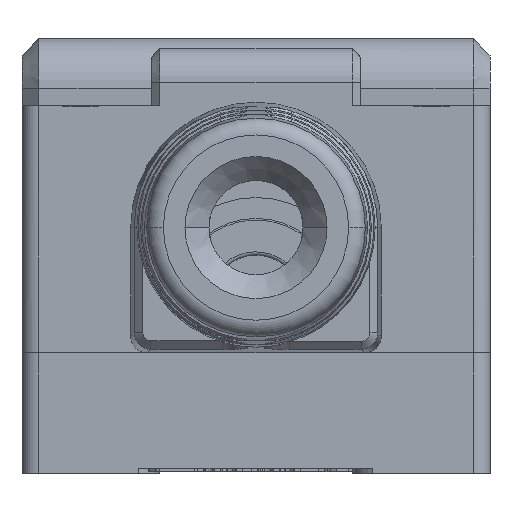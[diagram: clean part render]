
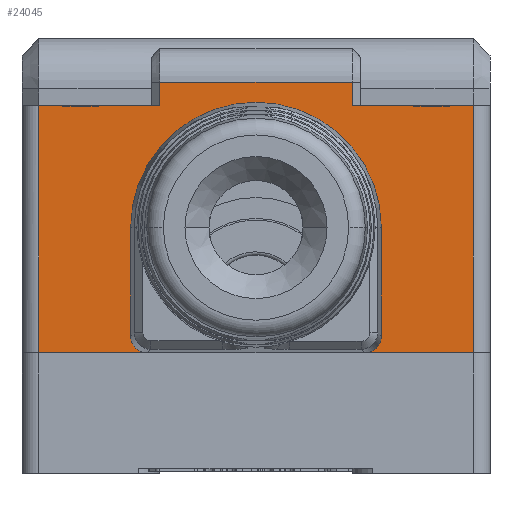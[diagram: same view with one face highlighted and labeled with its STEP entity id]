
A CAD part, front view. The second image highlights one B-rep face of the part: STEP entity #24045.
In plain terms, the highlighted planar face has unit normal (0, -1, 0).
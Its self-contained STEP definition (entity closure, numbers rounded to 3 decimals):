
#1437=CARTESIAN_POINT('',(0.,-56.2,14.7));
#1438=DIRECTION('',(0.,-1.,0.));
#1439=DIRECTION('',(1.,0.,0.017));
#1440=AXIS2_PLACEMENT_3D('',#1437,#1438,#1439);
#1442=CARTESIAN_POINT('',(0.,-56.2,13.25));
#1443=DIRECTION('',(0.,-1.,0.));
#1444=DIRECTION('',(-0.967,0.,0.255));
#1445=AXIS2_PLACEMENT_3D('',#1442,#1443,#1444);
#1447=DIRECTION('',(0.,0.,1.));
#1448=VECTOR('',#1447,7.05);
#1449=CARTESIAN_POINT('',(-6.1,-56.2,6.2));
#1450=LINE('',#1449,#1448);
#1451=DIRECTION('',(-1.,0.,0.));
#1452=VECTOR('',#1451,0.781);
#1453=CARTESIAN_POINT('',(-9.719,-56.2,6.2));
#1454=LINE('',#1453,#1452);
#1455=DIRECTION('',(0.,0.,1.));
#1456=VECTOR('',#1455,0.5);
#1457=CARTESIAN_POINT('',(-10.5,-56.2,5.7));
#1458=LINE('',#1457,#1456);
#1459=DIRECTION('',(0.,0.,-1.));
#1460=VECTOR('',#1459,1.);
#1461=CARTESIAN_POINT('',(-13.25,-56.2,6.7));
#1462=LINE('',#1461,#1460);
#1463=DIRECTION('',(1.,0.,0.));
#1464=VECTOR('',#1463,0.25);
#1465=CARTESIAN_POINT('',(-13.25,-56.2,6.7));
#1466=LINE('',#1465,#1464);
#1467=DIRECTION('',(0.,0.,1.));
#1468=VECTOR('',#1467,15.3);
#1469=CARTESIAN_POINT('',(-13.,-56.2,6.7));
#1470=LINE('',#1469,#1468);
#1471=DIRECTION('',(0.,0.,-1.));
#1472=VECTOR('',#1471,1.4);
#1473=CARTESIAN_POINT('',(-5.75,-56.2,23.4));
#1474=LINE('',#1473,#1472);
#1475=DIRECTION('',(1.,0.,0.));
#1476=VECTOR('',#1475,11.5);
#1477=CARTESIAN_POINT('',(-5.75,-56.2,23.4));
#1478=LINE('',#1477,#1476);
#1479=DIRECTION('',(0.,0.,1.));
#1480=VECTOR('',#1479,1.4);
#1481=CARTESIAN_POINT('',(5.75,-56.2,22.));
#1482=LINE('',#1481,#1480);
#1483=DIRECTION('',(0.,0.,-1.));
#1484=VECTOR('',#1483,15.3);
#1485=CARTESIAN_POINT('',(13.,-56.2,22.));
#1486=LINE('',#1485,#1484);
#1487=DIRECTION('',(1.,0.,0.));
#1488=VECTOR('',#1487,0.25);
#1489=CARTESIAN_POINT('',(13.,-56.2,6.7));
#1490=LINE('',#1489,#1488);
#1491=DIRECTION('',(0.,0.,-1.));
#1492=VECTOR('',#1491,1.);
#1493=CARTESIAN_POINT('',(13.25,-56.2,6.7));
#1494=LINE('',#1493,#1492);
#1495=DIRECTION('',(0.,0.,1.));
#1496=VECTOR('',#1495,0.5);
#1497=CARTESIAN_POINT('',(10.5,-56.2,5.7));
#1498=LINE('',#1497,#1496);
#1499=DIRECTION('',(-1.,0.,0.));
#1500=VECTOR('',#1499,0.781);
#1501=CARTESIAN_POINT('',(10.5,-56.2,6.2));
#1502=LINE('',#1501,#1500);
#1503=DIRECTION('',(0.,0.,1.));
#1504=VECTOR('',#1503,7.05);
#1505=CARTESIAN_POINT('',(6.1,-56.2,6.2));
#1506=LINE('',#1505,#1504);
#1507=CARTESIAN_POINT('',(0.,-56.2,13.25));
#1508=DIRECTION('',(0.,-1.,0.));
#1509=DIRECTION('',(1.,0.,0.));
#1510=AXIS2_PLACEMENT_3D('',#1507,#1508,#1509);
#4519=DIRECTION('',(1.,0.,0.));
#4520=VECTOR('',#4519,2.75);
#4521=CARTESIAN_POINT('',(-13.25,-56.2,5.7));
#4522=LINE('',#4521,#4520);
#4537=DIRECTION('',(1.,0.,0.));
#4538=VECTOR('',#4537,2.75);
#4539=CARTESIAN_POINT('',(10.5,-56.2,5.7));
#4540=LINE('',#4539,#4538);
#4652=DIRECTION('',(-1.,0.,0.));
#4653=VECTOR('',#4652,7.25);
#4654=CARTESIAN_POINT('',(-5.75,-56.2,22.));
#4655=LINE('',#4654,#4653);
#5638=DIRECTION('',(-1.,0.,0.));
#5639=VECTOR('',#5638,7.25);
#5640=CARTESIAN_POINT('',(13.,-56.2,22.));
#5641=LINE('',#5640,#5639);
#8022=DIRECTION('',(1.,0.,0.));
#8023=VECTOR('',#8022,3.619);
#8024=CARTESIAN_POINT('',(-9.719,-56.2,6.2));
#8025=LINE('',#8024,#8023);
#8038=DIRECTION('',(1.,0.,0.));
#8039=VECTOR('',#8038,3.619);
#8040=CARTESIAN_POINT('',(6.1,-56.2,6.2));
#8041=LINE('',#8040,#8039);
#19993=CARTESIAN_POINT('',(-13.25,-56.2,5.7));
#19994=CARTESIAN_POINT('',(-10.5,-56.2,5.7));
#19995=VERTEX_POINT('',#19993);
#19996=VERTEX_POINT('',#19994);
#19997=CARTESIAN_POINT('',(10.5,-56.2,5.7));
#19998=CARTESIAN_POINT('',(13.25,-56.2,5.7));
#19999=VERTEX_POINT('',#19997);
#20000=VERTEX_POINT('',#19998);
#20073=CARTESIAN_POINT('',(13.25,-56.2,6.7));
#20074=VERTEX_POINT('',#20073);
#20075=CARTESIAN_POINT('',(-13.25,-56.2,6.7));
#20076=VERTEX_POINT('',#20075);
#20137=CARTESIAN_POINT('',(-13.,-56.2,22.));
#20138=VERTEX_POINT('',#20137);
#20139=CARTESIAN_POINT('',(13.,-56.2,22.));
#20140=VERTEX_POINT('',#20139);
#20237=CARTESIAN_POINT('',(-5.75,-56.2,23.4));
#20238=CARTESIAN_POINT('',(-5.75,-56.2,22.));
#20239=VERTEX_POINT('',#20237);
#20240=VERTEX_POINT('',#20238);
#20257=CARTESIAN_POINT('',(5.75,-56.2,23.4));
#20258=VERTEX_POINT('',#20257);
#20261=CARTESIAN_POINT('',(5.75,-56.2,22.));
#20262=VERTEX_POINT('',#20261);
#20999=CARTESIAN_POINT('',(-9.719,-56.2,6.2));
#21000=CARTESIAN_POINT('',(-6.1,-56.2,6.2));
#21001=VERTEX_POINT('',#20999);
#21002=VERTEX_POINT('',#21000);
#21003=CARTESIAN_POINT('',(6.1,-56.2,6.2));
#21004=CARTESIAN_POINT('',(9.719,-56.2,6.2));
#21005=VERTEX_POINT('',#21003);
#21006=VERTEX_POINT('',#21004);
#21084=CARTESIAN_POINT('',(-13.,-56.2,6.7));
#21086=VERTEX_POINT('',#21084);
#21088=CARTESIAN_POINT('',(13.,-56.2,6.7));
#21090=VERTEX_POINT('',#21088);
#21103=CARTESIAN_POINT('',(-10.5,-56.2,6.2));
#21105=VERTEX_POINT('',#21103);
#21108=CARTESIAN_POINT('',(10.5,-56.2,6.2));
#21110=VERTEX_POINT('',#21108);
#21123=CARTESIAN_POINT('',(-6.1,-56.2,13.25));
#21124=VERTEX_POINT('',#21123);
#21125=CARTESIAN_POINT('',(6.1,-56.2,13.25));
#21126=VERTEX_POINT('',#21125);
#21574=CARTESIAN_POINT('',(5.899,-56.2,14.803));
#21575=CARTESIAN_POINT('',(-5.899,-56.2,14.803));
#21576=VERTEX_POINT('',#21574);
#21577=VERTEX_POINT('',#21575);
#23991=CARTESIAN_POINT('',(-13.9,-56.2,6.7));
#23992=DIRECTION('',(0.,-1.,0.));
#23993=DIRECTION('',(0.,0.,-1.));
#23994=AXIS2_PLACEMENT_3D('',#23991,#23992,#23993);
#23995=PLANE('',#23994);
#23996=ORIENTED_EDGE('',*,*,#23975,.T.);
#23998=ORIENTED_EDGE('',*,*,#23997,.T.);
#24000=ORIENTED_EDGE('',*,*,#23999,.F.);
#24002=ORIENTED_EDGE('',*,*,#24001,.F.);
#24004=ORIENTED_EDGE('',*,*,#24003,.T.);
#24006=ORIENTED_EDGE('',*,*,#24005,.F.);
#24008=ORIENTED_EDGE('',*,*,#24007,.F.);
#24010=ORIENTED_EDGE('',*,*,#24009,.F.);
#24012=ORIENTED_EDGE('',*,*,#24011,.T.);
#24014=ORIENTED_EDGE('',*,*,#24013,.T.);
#24016=ORIENTED_EDGE('',*,*,#24015,.F.);
#24018=ORIENTED_EDGE('',*,*,#24017,.F.);
#24020=ORIENTED_EDGE('',*,*,#24019,.T.);
#24022=ORIENTED_EDGE('',*,*,#24021,.F.);
#24024=ORIENTED_EDGE('',*,*,#24023,.F.);
#24026=ORIENTED_EDGE('',*,*,#24025,.T.);
#24028=ORIENTED_EDGE('',*,*,#24027,.T.);
#24030=ORIENTED_EDGE('',*,*,#24029,.T.);
#24032=ORIENTED_EDGE('',*,*,#24031,.F.);
#24034=ORIENTED_EDGE('',*,*,#24033,.T.);
#24036=ORIENTED_EDGE('',*,*,#24035,.T.);
#24038=ORIENTED_EDGE('',*,*,#24037,.F.);
#24040=ORIENTED_EDGE('',*,*,#24039,.T.);
#24042=ORIENTED_EDGE('',*,*,#24041,.T.);
#24043=EDGE_LOOP('',(#23996,#23998,#24000,#24002,#24004,#24006,#24008,#24010,
#24012,#24014,#24016,#24018,#24020,#24022,#24024,#24026,#24028,#24030,#24032,
#24034,#24036,#24038,#24040,#24042));
#24044=FACE_OUTER_BOUND('',#24043,.F.);
#24045=ADVANCED_FACE('',(#24044),#23995,.T.);
#1441=CIRCLE('',#1440,5.9);
#1446=CIRCLE('',#1445,6.1);
#1511=CIRCLE('',#1510,6.1);
#23975=EDGE_CURVE('',#21576,#21577,#1441,.T.);
#23997=EDGE_CURVE('',#21577,#21124,#1446,.T.);
#23999=EDGE_CURVE('',#21002,#21124,#1450,.T.);
#24001=EDGE_CURVE('',#21001,#21002,#8025,.T.);
#24003=EDGE_CURVE('',#21001,#21105,#1454,.T.);
#24005=EDGE_CURVE('',#19996,#21105,#1458,.T.);
#24007=EDGE_CURVE('',#19995,#19996,#4522,.T.);
#24009=EDGE_CURVE('',#20076,#19995,#1462,.T.);
#24011=EDGE_CURVE('',#20076,#21086,#1466,.T.);
#24013=EDGE_CURVE('',#21086,#20138,#1470,.T.);
#24015=EDGE_CURVE('',#20240,#20138,#4655,.T.);
#24017=EDGE_CURVE('',#20239,#20240,#1474,.T.);
#24019=EDGE_CURVE('',#20239,#20258,#1478,.T.);
#24021=EDGE_CURVE('',#20262,#20258,#1482,.T.);
#24023=EDGE_CURVE('',#20140,#20262,#5641,.T.);
#24025=EDGE_CURVE('',#20140,#21090,#1486,.T.);
#24027=EDGE_CURVE('',#21090,#20074,#1490,.T.);
#24029=EDGE_CURVE('',#20074,#20000,#1494,.T.);
#24031=EDGE_CURVE('',#19999,#20000,#4540,.T.);
#24033=EDGE_CURVE('',#19999,#21110,#1498,.T.);
#24035=EDGE_CURVE('',#21110,#21006,#1502,.T.);
#24037=EDGE_CURVE('',#21005,#21006,#8041,.T.);
#24039=EDGE_CURVE('',#21005,#21126,#1506,.T.);
#24041=EDGE_CURVE('',#21126,#21576,#1511,.T.);
